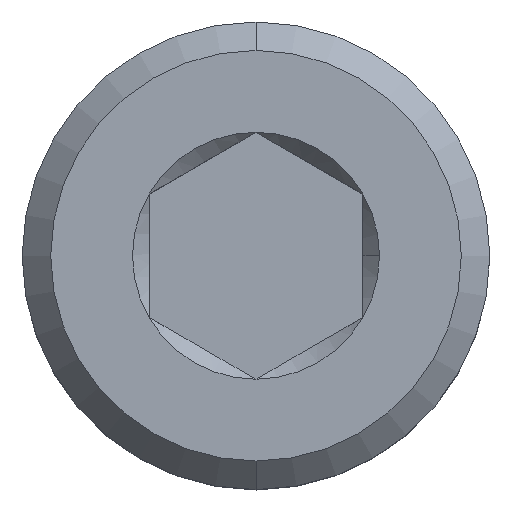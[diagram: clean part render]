
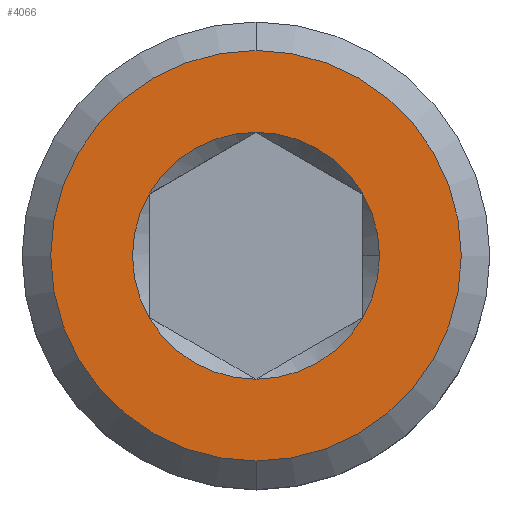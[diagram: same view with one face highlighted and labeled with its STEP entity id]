
A CAD part, top view. The second image highlights one B-rep face of the part: STEP entity #4066.
In plain terms, the highlighted planar face has unit normal (0, 0, 1).
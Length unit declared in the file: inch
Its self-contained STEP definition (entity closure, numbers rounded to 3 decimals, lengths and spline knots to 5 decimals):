
#86 = VERTEX_POINT ( 'NONE', #1589 ) ;
#144 = AXIS2_PLACEMENT_3D ( 'NONE', #4000, #387, #1078 ) ;
#170 = VERTEX_POINT ( 'NONE', #2943 ) ;
#172 = AXIS2_PLACEMENT_3D ( 'NONE', #2275, #1836, #4042 ) ;
#174 = ORIENTED_EDGE ( 'NONE', *, *, #4749, .F. ) ;
#306 = AXIS2_PLACEMENT_3D ( 'NONE', #2780, #3114, #2050 ) ;
#387 = DIRECTION ( 'NONE',  ( 0., 0., 1. ) ) ;
#483 = CIRCLE ( 'NONE', #1788, 0.05413 ) ;
#574 = CARTESIAN_POINT ( 'NONE',  ( 0., -0.09, 0.3125 ) ) ;
#594 = PLANE ( 'NONE',  #2585 ) ;
#610 = CARTESIAN_POINT ( 'NONE',  ( 0., 0., 0.3125 ) ) ;
#679 = CARTESIAN_POINT ( 'NONE',  ( 0., 0.05413, 0.3125 ) ) ;
#695 = CARTESIAN_POINT ( 'NONE',  ( 0.04687, 0.02706, 0.3125 ) ) ;
#814 = CIRCLE ( 'NONE', #144, 0.05413 ) ;
#856 = VERTEX_POINT ( 'NONE', #1355 ) ;
#985 = CIRCLE ( 'NONE', #306, 0.05413 ) ;
#1006 = EDGE_CURVE ( 'NONE', #4660, #2747, #1062, .T. ) ;
#1062 = CIRCLE ( 'NONE', #172, 0.09 ) ;
#1078 = DIRECTION ( 'NONE',  ( 1., 0., 0. ) ) ;
#1209 = DIRECTION ( 'NONE',  ( 0., 0., 1. ) ) ;
#1285 = AXIS2_PLACEMENT_3D ( 'NONE', #3405, #1209, #3779 ) ;
#1303 = CARTESIAN_POINT ( 'NONE',  ( -0.04688, 0.02706, 0.3125 ) ) ;
#1345 = CIRCLE ( 'NONE', #4218, 0.09 ) ;
#1355 = CARTESIAN_POINT ( 'NONE',  ( 0.04688, -0.02706, 0.3125 ) ) ;
#1372 = DIRECTION ( 'NONE',  ( 0., 0., 1. ) ) ;
#1531 = DIRECTION ( 'NONE',  ( 1., 0., 0. ) ) ;
#1562 = CIRCLE ( 'NONE', #1285, 0.05413 ) ;
#1573 = EDGE_CURVE ( 'NONE', #86, #856, #814, .T. ) ;
#1589 = CARTESIAN_POINT ( 'NONE',  ( 0., -0.05413, 0.3125 ) ) ;
#1600 = EDGE_LOOP ( 'NONE', ( #4565, #4252 ) ) ;
#1687 = DIRECTION ( 'NONE',  ( 0., 1., 0. ) ) ;
#1716 = CARTESIAN_POINT ( 'NONE',  ( 0., 0., 0.3125 ) ) ;
#1763 = DIRECTION ( 'NONE',  ( 0., -1., 0. ) ) ;
#1788 = AXIS2_PLACEMENT_3D ( 'NONE', #4214, #2441, #2016 ) ;
#1836 = DIRECTION ( 'NONE',  ( 0., 0., -1. ) ) ;
#1841 = DIRECTION ( 'NONE',  ( 1., 0., 0. ) ) ;
#1961 = EDGE_LOOP ( 'NONE', ( #2633, #2878, #2190, #3568, #3096, #2014, #174 ) ) ;
#2014 = ORIENTED_EDGE ( 'NONE', *, *, #2855, .F. ) ;
#2016 = DIRECTION ( 'NONE',  ( 1., 0., 0. ) ) ;
#2050 = DIRECTION ( 'NONE',  ( 1., 0., 0. ) ) ;
#2190 = ORIENTED_EDGE ( 'NONE', *, *, #2596, .F. ) ;
#2246 = EDGE_CURVE ( 'NONE', #3909, #86, #3853, .T. ) ;
#2259 = DIRECTION ( 'NONE',  ( 0., 0., 1. ) ) ;
#2275 = CARTESIAN_POINT ( 'NONE',  ( 0., 0., 0.3125 ) ) ;
#2312 = VERTEX_POINT ( 'NONE', #679 ) ;
#2441 = DIRECTION ( 'NONE',  ( 0., 0., 1. ) ) ;
#2458 = AXIS2_PLACEMENT_3D ( 'NONE', #3733, #2259, #1531 ) ;
#2475 = CARTESIAN_POINT ( 'NONE',  ( 0., 0., 0.3125 ) ) ;
#2478 = DIRECTION ( 'NONE',  ( 0., 0., 1. ) ) ;
#2577 = CARTESIAN_POINT ( 'NONE',  ( 0., 0.09, 0.3125 ) ) ;
#2585 = AXIS2_PLACEMENT_3D ( 'NONE', #610, #2478, #1763 ) ;
#2596 = EDGE_CURVE ( 'NONE', #4500, #3909, #1562, .T. ) ;
#2633 = ORIENTED_EDGE ( 'NONE', *, *, #1573, .F. ) ;
#2696 = EDGE_CURVE ( 'NONE', #3282, #2312, #985, .T. ) ;
#2747 = VERTEX_POINT ( 'NONE', #574 ) ;
#2780 = CARTESIAN_POINT ( 'NONE',  ( 0., 0., 0.3125 ) ) ;
#2855 = EDGE_CURVE ( 'NONE', #170, #3282, #483, .T. ) ;
#2860 = DIRECTION ( 'NONE',  ( 1., 0., 0. ) ) ;
#2878 = ORIENTED_EDGE ( 'NONE', *, *, #2246, .F. ) ;
#2902 = FACE_OUTER_BOUND ( 'NONE', #1600, .T. ) ;
#2943 = CARTESIAN_POINT ( 'NONE',  ( 0.05413, 0., 0.3125 ) ) ;
#2971 = EDGE_CURVE ( 'NONE', #2312, #4500, #3588, .T. ) ;
#3062 = FACE_BOUND ( 'NONE', #1961, .T. ) ;
#3096 = ORIENTED_EDGE ( 'NONE', *, *, #2696, .F. ) ;
#3114 = DIRECTION ( 'NONE',  ( 0., 0., 1. ) ) ;
#3253 = DIRECTION ( 'NONE',  ( 0., 0., 1. ) ) ;
#3282 = VERTEX_POINT ( 'NONE', #695 ) ;
#3348 = CIRCLE ( 'NONE', #2458, 0.05413 ) ;
#3405 = CARTESIAN_POINT ( 'NONE',  ( 0., 0., 0.3125 ) ) ;
#3500 = AXIS2_PLACEMENT_3D ( 'NONE', #2475, #1372, #2860 ) ;
#3553 = CARTESIAN_POINT ( 'NONE',  ( -0.04687, -0.02706, 0.3125 ) ) ;
#3568 = ORIENTED_EDGE ( 'NONE', *, *, #2971, .F. ) ;
#3588 = CIRCLE ( 'NONE', #3500, 0.05413 ) ;
#3733 = CARTESIAN_POINT ( 'NONE',  ( 0., 0., 0.3125 ) ) ;
#3779 = DIRECTION ( 'NONE',  ( 1., 0., 0. ) ) ;
#3853 = CIRCLE ( 'NONE', #4097, 0.05413 ) ;
#3909 = VERTEX_POINT ( 'NONE', #3553 ) ;
#3946 = EDGE_CURVE ( 'NONE', #2747, #4660, #1345, .T. ) ;
#4000 = CARTESIAN_POINT ( 'NONE',  ( 0., 0., 0.3125 ) ) ;
#4042 = DIRECTION ( 'NONE',  ( 0., 1., 0. ) ) ;
#4066 = ADVANCED_FACE ( 'NONE', ( #3062, #2902 ), #594, .T. ) ;
#4097 = AXIS2_PLACEMENT_3D ( 'NONE', #4759, #3253, #1841 ) ;
#4214 = CARTESIAN_POINT ( 'NONE',  ( 0., 0., 0.3125 ) ) ;
#4218 = AXIS2_PLACEMENT_3D ( 'NONE', #1716, #4297, #1687 ) ;
#4252 = ORIENTED_EDGE ( 'NONE', *, *, #3946, .F. ) ;
#4297 = DIRECTION ( 'NONE',  ( 0., 0., -1. ) ) ;
#4500 = VERTEX_POINT ( 'NONE', #1303 ) ;
#4565 = ORIENTED_EDGE ( 'NONE', *, *, #1006, .F. ) ;
#4660 = VERTEX_POINT ( 'NONE', #2577 ) ;
#4749 = EDGE_CURVE ( 'NONE', #856, #170, #3348, .T. ) ;
#4759 = CARTESIAN_POINT ( 'NONE',  ( 0., 0., 0.3125 ) ) ;
